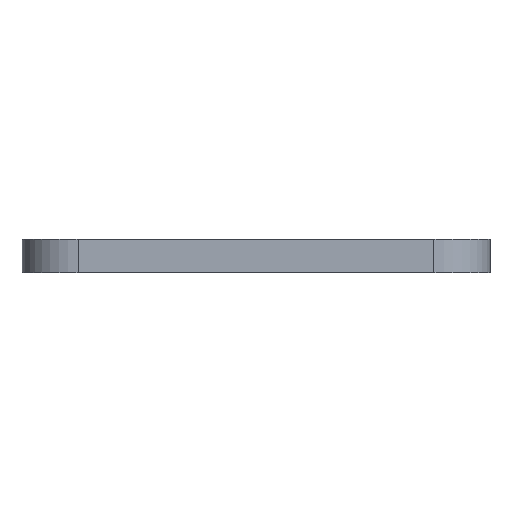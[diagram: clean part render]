
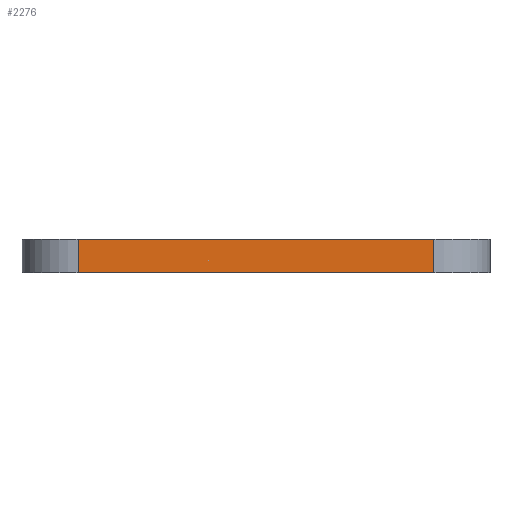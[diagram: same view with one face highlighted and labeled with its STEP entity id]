
A CAD part, left-side view. The second image highlights one B-rep face of the part: STEP entity #2276.
In plain terms, the highlighted planar face has unit normal (-1, 0, 0).
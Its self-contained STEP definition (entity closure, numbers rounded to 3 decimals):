
#94 = PLANE('',#95);
#95 = AXIS2_PLACEMENT_3D('',#96,#97,#98);
#96 = CARTESIAN_POINT('',(0.,0.,0.));
#97 = DIRECTION('',(0.,0.,1.));
#98 = DIRECTION('',(1.,0.,0.));
#149 = PLANE('',#150);
#150 = AXIS2_PLACEMENT_3D('',#151,#152,#153);
#151 = CARTESIAN_POINT('',(0.,0.,9.));
#152 = DIRECTION('',(0.,0.,1.));
#153 = DIRECTION('',(1.,0.,0.));
#198 = VERTEX_POINT('',#199);
#199 = CARTESIAN_POINT('',(-62.5,47.5,0.));
#214 = CYLINDRICAL_SURFACE('',#215,15.);
#215 = AXIS2_PLACEMENT_3D('',#216,#217,#218);
#216 = CARTESIAN_POINT('',(-47.5,47.5,0.));
#217 = DIRECTION('',(-0.,-0.,-1.));
#218 = DIRECTION('',(1.,0.,0.));
#226 = EDGE_CURVE('',#227,#198,#229,.T.);
#227 = VERTEX_POINT('',#228);
#228 = CARTESIAN_POINT('',(-62.5,-47.5,0.));
#229 = SURFACE_CURVE('',#230,(#234,#241),.PCURVE_S1.);
#230 = LINE('',#231,#232);
#231 = CARTESIAN_POINT('',(-62.5,-47.5,0.));
#232 = VECTOR('',#233,1.);
#233 = DIRECTION('',(0.,1.,0.));
#234 = PCURVE('',#94,#235);
#235 = DEFINITIONAL_REPRESENTATION('',(#236),#240);
#236 = LINE('',#237,#238);
#237 = CARTESIAN_POINT('',(-62.5,-47.5));
#238 = VECTOR('',#239,1.);
#239 = DIRECTION('',(0.,1.));
#240 = ( GEOMETRIC_REPRESENTATION_CONTEXT(2) 
PARAMETRIC_REPRESENTATION_CONTEXT() REPRESENTATION_CONTEXT('2D SPACE',''
  ) );
#241 = PCURVE('',#242,#247);
#242 = PLANE('',#243);
#243 = AXIS2_PLACEMENT_3D('',#244,#245,#246);
#244 = CARTESIAN_POINT('',(-62.5,-47.5,0.));
#245 = DIRECTION('',(-1.,0.,0.));
#246 = DIRECTION('',(0.,1.,0.));
#247 = DEFINITIONAL_REPRESENTATION('',(#248),#252);
#248 = LINE('',#249,#250);
#249 = CARTESIAN_POINT('',(0.,0.));
#250 = VECTOR('',#251,1.);
#251 = DIRECTION('',(1.,0.));
#252 = ( GEOMETRIC_REPRESENTATION_CONTEXT(2) 
PARAMETRIC_REPRESENTATION_CONTEXT() REPRESENTATION_CONTEXT('2D SPACE',''
  ) );
#271 = CYLINDRICAL_SURFACE('',#272,15.);
#272 = AXIS2_PLACEMENT_3D('',#273,#274,#275);
#273 = CARTESIAN_POINT('',(-47.5,-47.5,0.));
#274 = DIRECTION('',(-0.,-0.,-1.));
#275 = DIRECTION('',(1.,0.,0.));
#1172 = VERTEX_POINT('',#1173);
#1173 = CARTESIAN_POINT('',(-62.5,47.5,9.));
#1195 = EDGE_CURVE('',#1196,#1172,#1198,.T.);
#1196 = VERTEX_POINT('',#1197);
#1197 = CARTESIAN_POINT('',(-62.5,-47.5,9.));
#1198 = SURFACE_CURVE('',#1199,(#1203,#1210),.PCURVE_S1.);
#1199 = LINE('',#1200,#1201);
#1200 = CARTESIAN_POINT('',(-62.5,-47.5,9.));
#1201 = VECTOR('',#1202,1.);
#1202 = DIRECTION('',(0.,1.,0.));
#1203 = PCURVE('',#149,#1204);
#1204 = DEFINITIONAL_REPRESENTATION('',(#1205),#1209);
#1205 = LINE('',#1206,#1207);
#1206 = CARTESIAN_POINT('',(-62.5,-47.5));
#1207 = VECTOR('',#1208,1.);
#1208 = DIRECTION('',(0.,1.));
#1209 = ( GEOMETRIC_REPRESENTATION_CONTEXT(2) 
PARAMETRIC_REPRESENTATION_CONTEXT() REPRESENTATION_CONTEXT('2D SPACE',''
  ) );
#1210 = PCURVE('',#242,#1211);
#1211 = DEFINITIONAL_REPRESENTATION('',(#1212),#1216);
#1212 = LINE('',#1213,#1214);
#1213 = CARTESIAN_POINT('',(0.,-9.));
#1214 = VECTOR('',#1215,1.);
#1215 = DIRECTION('',(1.,0.));
#1216 = ( GEOMETRIC_REPRESENTATION_CONTEXT(2) 
PARAMETRIC_REPRESENTATION_CONTEXT() REPRESENTATION_CONTEXT('2D SPACE',''
  ) );
#2228 = EDGE_CURVE('',#198,#1172,#2229,.T.);
#2229 = SURFACE_CURVE('',#2230,(#2234,#2241),.PCURVE_S1.);
#2230 = LINE('',#2231,#2232);
#2231 = CARTESIAN_POINT('',(-62.5,47.5,0.));
#2232 = VECTOR('',#2233,1.);
#2233 = DIRECTION('',(0.,0.,1.));
#2234 = PCURVE('',#214,#2235);
#2235 = DEFINITIONAL_REPRESENTATION('',(#2236),#2240);
#2236 = LINE('',#2237,#2238);
#2237 = CARTESIAN_POINT('',(-3.142,0.));
#2238 = VECTOR('',#2239,1.);
#2239 = DIRECTION('',(-0.,-1.));
#2240 = ( GEOMETRIC_REPRESENTATION_CONTEXT(2) 
PARAMETRIC_REPRESENTATION_CONTEXT() REPRESENTATION_CONTEXT('2D SPACE',''
  ) );
#2241 = PCURVE('',#242,#2242);
#2242 = DEFINITIONAL_REPRESENTATION('',(#2243),#2247);
#2243 = LINE('',#2244,#2245);
#2244 = CARTESIAN_POINT('',(95.,0.));
#2245 = VECTOR('',#2246,1.);
#2246 = DIRECTION('',(0.,-1.));
#2247 = ( GEOMETRIC_REPRESENTATION_CONTEXT(2) 
PARAMETRIC_REPRESENTATION_CONTEXT() REPRESENTATION_CONTEXT('2D SPACE',''
  ) );
#2276 = ADVANCED_FACE('',(#2277),#242,.T.);
#2277 = FACE_BOUND('',#2278,.T.);
#2278 = EDGE_LOOP('',(#2279,#2300,#2301,#2302));
#2279 = ORIENTED_EDGE('',*,*,#2280,.T.);
#2280 = EDGE_CURVE('',#227,#1196,#2281,.T.);
#2281 = SURFACE_CURVE('',#2282,(#2286,#2293),.PCURVE_S1.);
#2282 = LINE('',#2283,#2284);
#2283 = CARTESIAN_POINT('',(-62.5,-47.5,0.));
#2284 = VECTOR('',#2285,1.);
#2285 = DIRECTION('',(0.,0.,1.));
#2286 = PCURVE('',#242,#2287);
#2287 = DEFINITIONAL_REPRESENTATION('',(#2288),#2292);
#2288 = LINE('',#2289,#2290);
#2289 = CARTESIAN_POINT('',(0.,0.));
#2290 = VECTOR('',#2291,1.);
#2291 = DIRECTION('',(0.,-1.));
#2292 = ( GEOMETRIC_REPRESENTATION_CONTEXT(2) 
PARAMETRIC_REPRESENTATION_CONTEXT() REPRESENTATION_CONTEXT('2D SPACE',''
  ) );
#2293 = PCURVE('',#271,#2294);
#2294 = DEFINITIONAL_REPRESENTATION('',(#2295),#2299);
#2295 = LINE('',#2296,#2297);
#2296 = CARTESIAN_POINT('',(-3.142,0.));
#2297 = VECTOR('',#2298,1.);
#2298 = DIRECTION('',(-0.,-1.));
#2299 = ( GEOMETRIC_REPRESENTATION_CONTEXT(2) 
PARAMETRIC_REPRESENTATION_CONTEXT() REPRESENTATION_CONTEXT('2D SPACE',''
  ) );
#2300 = ORIENTED_EDGE('',*,*,#1195,.T.);
#2301 = ORIENTED_EDGE('',*,*,#2228,.F.);
#2302 = ORIENTED_EDGE('',*,*,#226,.F.);
